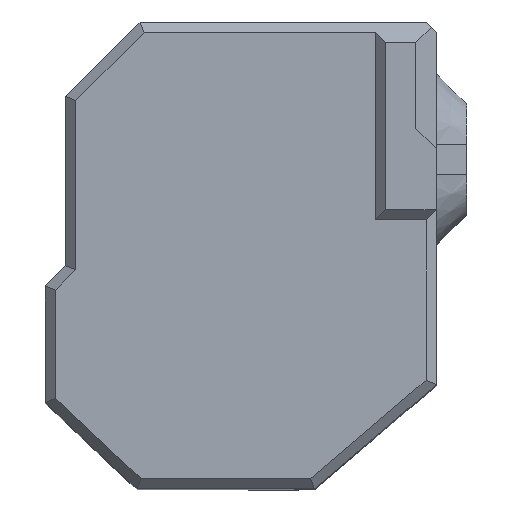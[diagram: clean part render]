
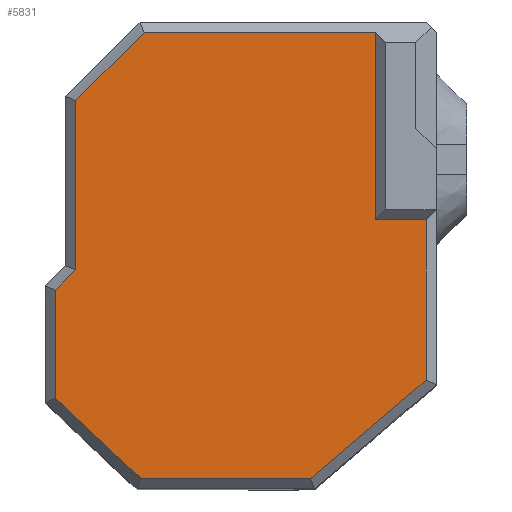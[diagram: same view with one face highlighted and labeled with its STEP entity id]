
A CAD part, top view. The second image highlights one B-rep face of the part: STEP entity #5831.
In plain terms, the highlighted planar face has unit normal (0, 0, 1).
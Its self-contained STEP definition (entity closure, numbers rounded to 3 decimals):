
#255=PLANE('',#6161);
#559=FACE_OUTER_BOUND('',#910,.T.);
#910=EDGE_LOOP('',(#4941,#4942,#4943,#4944,#4945,#4946,#4947,#4948,#4949,
#4950,#4951));
#1692=LINE('',#10761,#2198);
#1693=LINE('',#10763,#2199);
#1694=LINE('',#10765,#2200);
#1695=LINE('',#10767,#2201);
#1696=LINE('',#10769,#2202);
#1697=LINE('',#10771,#2203);
#1698=LINE('',#10773,#2204);
#1699=LINE('',#10775,#2205);
#1700=LINE('',#10777,#2206);
#1701=LINE('',#10779,#2207);
#1702=LINE('',#10780,#2208);
#2198=VECTOR('',#7020,10.);
#2199=VECTOR('',#7021,10.);
#2200=VECTOR('',#7022,10.);
#2201=VECTOR('',#7023,10.);
#2202=VECTOR('',#7024,10.);
#2203=VECTOR('',#7025,10.);
#2204=VECTOR('',#7026,10.);
#2205=VECTOR('',#7027,10.);
#2206=VECTOR('',#7028,10.);
#2207=VECTOR('',#7029,10.);
#2208=VECTOR('',#7030,10.);
#2794=VERTEX_POINT('',#10759);
#2795=VERTEX_POINT('',#10760);
#2796=VERTEX_POINT('',#10762);
#2797=VERTEX_POINT('',#10764);
#2798=VERTEX_POINT('',#10766);
#2799=VERTEX_POINT('',#10768);
#2800=VERTEX_POINT('',#10770);
#2801=VERTEX_POINT('',#10772);
#2802=VERTEX_POINT('',#10774);
#2803=VERTEX_POINT('',#10776);
#2804=VERTEX_POINT('',#10778);
#3541=EDGE_CURVE('',#2794,#2795,#1692,.T.);
#3542=EDGE_CURVE('',#2796,#2794,#1693,.T.);
#3543=EDGE_CURVE('',#2797,#2796,#1694,.T.);
#3544=EDGE_CURVE('',#2798,#2797,#1695,.T.);
#3545=EDGE_CURVE('',#2799,#2798,#1696,.T.);
#3546=EDGE_CURVE('',#2800,#2799,#1697,.T.);
#3547=EDGE_CURVE('',#2801,#2800,#1698,.T.);
#3548=EDGE_CURVE('',#2802,#2801,#1699,.T.);
#3549=EDGE_CURVE('',#2802,#2803,#1700,.T.);
#3550=EDGE_CURVE('',#2804,#2803,#1701,.T.);
#3551=EDGE_CURVE('',#2795,#2804,#1702,.T.);
#4941=ORIENTED_EDGE('',*,*,#3541,.F.);
#4942=ORIENTED_EDGE('',*,*,#3542,.F.);
#4943=ORIENTED_EDGE('',*,*,#3543,.F.);
#4944=ORIENTED_EDGE('',*,*,#3544,.F.);
#4945=ORIENTED_EDGE('',*,*,#3545,.F.);
#4946=ORIENTED_EDGE('',*,*,#3546,.F.);
#4947=ORIENTED_EDGE('',*,*,#3547,.F.);
#4948=ORIENTED_EDGE('',*,*,#3548,.F.);
#4949=ORIENTED_EDGE('',*,*,#3549,.T.);
#4950=ORIENTED_EDGE('',*,*,#3550,.F.);
#4951=ORIENTED_EDGE('',*,*,#3551,.F.);
#5831=ADVANCED_FACE('',(#559),#255,.T.);
#6161=AXIS2_PLACEMENT_3D('',#10758,#7018,#7019);
#7018=DIRECTION('center_axis',(0.,0.,1.));
#7019=DIRECTION('ref_axis',(1.,0.,0.));
#7020=DIRECTION('',(0.707,0.707,0.));
#7021=DIRECTION('',(0.,1.,0.));
#7022=DIRECTION('',(0.707,0.707,0.));
#7023=DIRECTION('',(0.,1.,0.));
#7024=DIRECTION('',(-0.728,0.685,0.));
#7025=DIRECTION('',(-1.,0.,0.));
#7026=DIRECTION('',(-0.76,-0.649,0.));
#7027=DIRECTION('',(0.,-1.,0.));
#7028=DIRECTION('',(-1.,0.,0.));
#7029=DIRECTION('',(0.,-1.,0.));
#7030=DIRECTION('',(1.,0.,0.));
#10758=CARTESIAN_POINT('Origin',(4.75,8.5,0.));
#10759=CARTESIAN_POINT('',(-11.5,23.763,0.));
#10760=CARTESIAN_POINT('',(-4.763,30.5,0.));
#10761=CARTESIAN_POINT('',(-11.4,23.864,0.));
#10762=CARTESIAN_POINT('',(-11.5,7.086,0.));
#10763=CARTESIAN_POINT('',(-11.5,7.924,0.));
#10764=CARTESIAN_POINT('',(-13.5,5.086,0.));
#10765=CARTESIAN_POINT('',(-8.23,10.355,0.));
#10766=CARTESIAN_POINT('',(-13.5,-5.568,0.));
#10767=CARTESIAN_POINT('',(-13.5,1.25,0.));
#10768=CARTESIAN_POINT('',(-5.072,-13.5,0.));
#10769=CARTESIAN_POINT('',(-7.813,-10.92,0.));
#10770=CARTESIAN_POINT('',(11.631,-13.5,0.));
#10771=CARTESIAN_POINT('',(8.375,-13.5,0.));
#10772=CARTESIAN_POINT('',(23.,-3.789,0.));
#10773=CARTESIAN_POINT('',(20.934,-5.554,0.));
#10774=CARTESIAN_POINT('',(23.,12.,0.));
#10775=CARTESIAN_POINT('',(23.,20.,0.));
#10776=CARTESIAN_POINT('',(18.,12.,0.));
#10777=CARTESIAN_POINT('',(11.875,12.,0.));
#10778=CARTESIAN_POINT('',(18.,30.5,0.));
#10779=CARTESIAN_POINT('',(18.,20.,0.));
#10780=CARTESIAN_POINT('',(6.456,30.5,0.));
